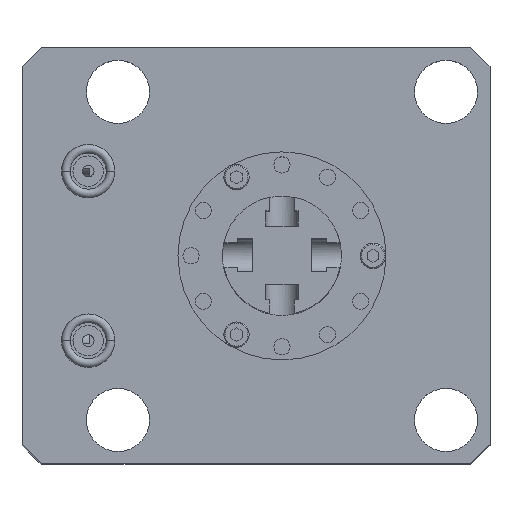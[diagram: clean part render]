
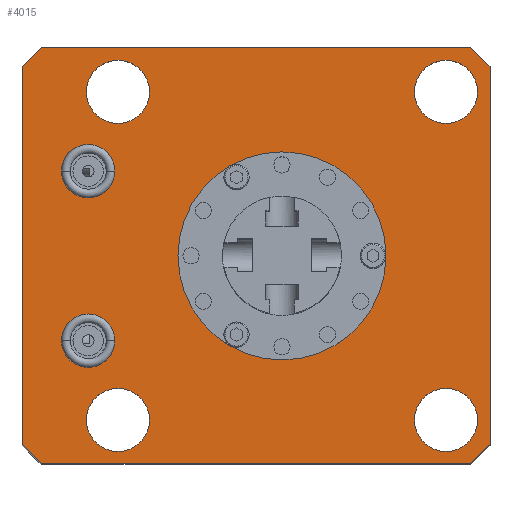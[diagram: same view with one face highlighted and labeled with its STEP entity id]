
A CAD part, top view. The second image highlights one B-rep face of the part: STEP entity #4015.
In plain terms, the highlighted planar face has unit normal (0, 0, 1).
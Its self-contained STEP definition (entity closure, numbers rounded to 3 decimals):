
#691=CARTESIAN_POINT('',(35.052,-35.052,25.019));
#692=DIRECTION('',(0.,0.,-1.));
#693=DIRECTION('',(1.,0.,0.));
#694=AXIS2_PLACEMENT_3D('',#691,#692,#693);
#696=CARTESIAN_POINT('',(35.052,-35.052,25.019));
#697=DIRECTION('',(0.,0.,-1.));
#698=DIRECTION('',(-1.,0.,0.));
#699=AXIS2_PLACEMENT_3D('',#696,#697,#698);
#701=CARTESIAN_POINT('',(35.052,35.052,25.019));
#702=DIRECTION('',(0.,0.,-1.));
#703=DIRECTION('',(1.,0.,0.));
#704=AXIS2_PLACEMENT_3D('',#701,#702,#703);
#706=CARTESIAN_POINT('',(35.052,35.052,25.019));
#707=DIRECTION('',(0.,0.,-1.));
#708=DIRECTION('',(-1.,0.,0.));
#709=AXIS2_PLACEMENT_3D('',#706,#707,#708);
#711=CARTESIAN_POINT('',(-35.052,-35.052,25.019));
#712=DIRECTION('',(0.,0.,-1.));
#713=DIRECTION('',(1.,0.,0.));
#714=AXIS2_PLACEMENT_3D('',#711,#712,#713);
#716=CARTESIAN_POINT('',(-35.052,-35.052,25.019));
#717=DIRECTION('',(0.,0.,-1.));
#718=DIRECTION('',(-1.,0.,0.));
#719=AXIS2_PLACEMENT_3D('',#716,#717,#718);
#721=CARTESIAN_POINT('',(-35.052,35.052,25.019));
#722=DIRECTION('',(0.,0.,-1.));
#723=DIRECTION('',(1.,0.,0.));
#724=AXIS2_PLACEMENT_3D('',#721,#722,#723);
#726=CARTESIAN_POINT('',(-35.052,35.052,25.019));
#727=DIRECTION('',(0.,0.,-1.));
#728=DIRECTION('',(-1.,0.,0.));
#729=AXIS2_PLACEMENT_3D('',#726,#727,#728);
#731=CARTESIAN_POINT('',(-41.402,-18.11,25.019));
#732=DIRECTION('',(0.,0.,1.));
#733=DIRECTION('',(-1.,0.,0.));
#734=AXIS2_PLACEMENT_3D('',#731,#732,#733);
#736=CARTESIAN_POINT('',(-41.402,-18.11,25.019));
#737=DIRECTION('',(0.,0.,1.));
#738=DIRECTION('',(1.,0.,0.));
#739=AXIS2_PLACEMENT_3D('',#736,#737,#738);
#741=CARTESIAN_POINT('',(-41.402,18.11,25.019));
#742=DIRECTION('',(0.,0.,1.));
#743=DIRECTION('',(-1.,0.,0.));
#744=AXIS2_PLACEMENT_3D('',#741,#742,#743);
#746=CARTESIAN_POINT('',(-41.402,18.11,25.019));
#747=DIRECTION('',(0.,0.,1.));
#748=DIRECTION('',(1.,0.,0.));
#749=AXIS2_PLACEMENT_3D('',#746,#747,#748);
#751=DIRECTION('',(0.,-1.,0.));
#752=VECTOR('',#751,80.772);
#753=CARTESIAN_POINT('',(-55.55,40.386,25.019));
#754=LINE('',#753,#752);
#755=DIRECTION('',(-0.707,-0.707,0.));
#756=VECTOR('',#755,5.747);
#757=CARTESIAN_POINT('',(-51.486,44.45,25.019));
#758=LINE('',#757,#756);
#759=DIRECTION('',(-1.,0.,0.));
#760=VECTOR('',#759,91.872);
#761=CARTESIAN_POINT('',(40.386,44.45,25.019));
#762=LINE('',#761,#760);
#763=DIRECTION('',(-0.707,0.707,0.));
#764=VECTOR('',#763,5.747);
#765=CARTESIAN_POINT('',(44.45,40.386,25.019));
#766=LINE('',#765,#764);
#767=DIRECTION('',(0.,1.,0.));
#768=VECTOR('',#767,80.772);
#769=CARTESIAN_POINT('',(44.45,-40.386,25.019));
#770=LINE('',#769,#768);
#771=DIRECTION('',(0.707,0.707,0.));
#772=VECTOR('',#771,5.747);
#773=CARTESIAN_POINT('',(40.386,-44.45,25.019));
#774=LINE('',#773,#772);
#775=DIRECTION('',(1.,0.,0.));
#776=VECTOR('',#775,91.872);
#777=CARTESIAN_POINT('',(-51.486,-44.45,25.019));
#778=LINE('',#777,#776);
#779=DIRECTION('',(0.707,-0.707,0.));
#780=VECTOR('',#779,5.747);
#781=CARTESIAN_POINT('',(-55.55,-40.386,25.019));
#782=LINE('',#781,#780);
#783=CARTESIAN_POINT('',(0.,0.,25.019));
#784=DIRECTION('',(0.,0.,1.));
#785=DIRECTION('',(0.,-1.,0.));
#786=AXIS2_PLACEMENT_3D('',#783,#784,#785);
#788=CARTESIAN_POINT('',(0.,0.,25.019));
#789=DIRECTION('',(0.,0.,1.));
#790=DIRECTION('',(0.,1.,0.));
#791=AXIS2_PLACEMENT_3D('',#788,#789,#790);
#2671=CARTESIAN_POINT('',(-55.55,40.386,25.019));
#2672=CARTESIAN_POINT('',(-55.55,-40.386,25.019));
#2673=VERTEX_POINT('',#2671);
#2674=VERTEX_POINT('',#2672);
#2675=CARTESIAN_POINT('',(-51.486,-44.45,25.019));
#2676=CARTESIAN_POINT('',(40.386,-44.45,25.019));
#2677=VERTEX_POINT('',#2675);
#2678=VERTEX_POINT('',#2676);
#2679=CARTESIAN_POINT('',(44.45,-40.386,25.019));
#2680=CARTESIAN_POINT('',(44.45,40.386,25.019));
#2681=VERTEX_POINT('',#2679);
#2682=VERTEX_POINT('',#2680);
#2683=CARTESIAN_POINT('',(40.386,44.45,25.019));
#2684=CARTESIAN_POINT('',(-51.486,44.45,25.019));
#2685=VERTEX_POINT('',#2683);
#2686=VERTEX_POINT('',#2684);
#2711=CARTESIAN_POINT('',(41.796,-35.052,25.019));
#2712=CARTESIAN_POINT('',(28.309,-35.052,25.019));
#2713=VERTEX_POINT('',#2711);
#2714=VERTEX_POINT('',#2712);
#2775=CARTESIAN_POINT('',(-47.104,-18.11,25.019));
#2776=CARTESIAN_POINT('',(-35.7,-18.11,25.019));
#2777=VERTEX_POINT('',#2775);
#2778=VERTEX_POINT('',#2776);
#2779=CARTESIAN_POINT('',(-47.104,18.11,25.019));
#2780=CARTESIAN_POINT('',(-35.7,18.11,25.019));
#2781=VERTEX_POINT('',#2779);
#2782=VERTEX_POINT('',#2780);
#2870=CARTESIAN_POINT('',(41.796,35.052,25.019));
#2871=CARTESIAN_POINT('',(28.309,35.052,25.019));
#2872=VERTEX_POINT('',#2870);
#2873=VERTEX_POINT('',#2871);
#2874=CARTESIAN_POINT('',(-28.309,-35.052,25.019));
#2875=CARTESIAN_POINT('',(-41.796,-35.052,25.019));
#2876=VERTEX_POINT('',#2874);
#2877=VERTEX_POINT('',#2875);
#2878=CARTESIAN_POINT('',(-28.309,35.052,25.019));
#2879=CARTESIAN_POINT('',(-41.796,35.052,25.019));
#2880=VERTEX_POINT('',#2878);
#2881=VERTEX_POINT('',#2879);
#3027=CARTESIAN_POINT('',(0.,-22.225,25.019));
#3028=CARTESIAN_POINT('',(0.,22.225,25.019));
#3029=VERTEX_POINT('',#3027);
#3030=VERTEX_POINT('',#3028);
#3951=CARTESIAN_POINT('',(0.,0.,25.019));
#3952=DIRECTION('',(0.,0.,1.));
#3953=DIRECTION('',(1.,0.,0.));
#3954=AXIS2_PLACEMENT_3D('',#3951,#3952,#3953);
#3955=PLANE('',#3954);
#3957=ORIENTED_EDGE('',*,*,#3956,.F.);
#3959=ORIENTED_EDGE('',*,*,#3958,.F.);
#3961=ORIENTED_EDGE('',*,*,#3960,.F.);
#3963=ORIENTED_EDGE('',*,*,#3962,.F.);
#3965=ORIENTED_EDGE('',*,*,#3964,.F.);
#3967=ORIENTED_EDGE('',*,*,#3966,.F.);
#3969=ORIENTED_EDGE('',*,*,#3968,.F.);
#3971=ORIENTED_EDGE('',*,*,#3970,.F.);
#3972=EDGE_LOOP('',(#3957,#3959,#3961,#3963,#3965,#3967,#3969,#3971));
#3973=FACE_OUTER_BOUND('',#3972,.F.);
#3975=ORIENTED_EDGE('',*,*,#3974,.F.);
#3977=ORIENTED_EDGE('',*,*,#3976,.F.);
#3978=EDGE_LOOP('',(#3975,#3977));
#3979=FACE_BOUND('',#3978,.F.);
#3981=ORIENTED_EDGE('',*,*,#3980,.F.);
#3983=ORIENTED_EDGE('',*,*,#3982,.F.);
#3984=EDGE_LOOP('',(#3981,#3983));
#3985=FACE_BOUND('',#3984,.F.);
#3987=ORIENTED_EDGE('',*,*,#3986,.F.);
#3989=ORIENTED_EDGE('',*,*,#3988,.F.);
#3990=EDGE_LOOP('',(#3987,#3989));
#3991=FACE_BOUND('',#3990,.F.);
#3993=ORIENTED_EDGE('',*,*,#3992,.T.);
#3995=ORIENTED_EDGE('',*,*,#3994,.T.);
#3996=EDGE_LOOP('',(#3993,#3995));
#3997=FACE_BOUND('',#3996,.F.);
#3999=ORIENTED_EDGE('',*,*,#3998,.T.);
#4001=ORIENTED_EDGE('',*,*,#4000,.T.);
#4002=EDGE_LOOP('',(#3999,#4001));
#4003=FACE_BOUND('',#4002,.F.);
#4005=ORIENTED_EDGE('',*,*,#4004,.F.);
#4007=ORIENTED_EDGE('',*,*,#4006,.F.);
#4008=EDGE_LOOP('',(#4005,#4007));
#4009=FACE_BOUND('',#4008,.F.);
#4011=ORIENTED_EDGE('',*,*,#4010,.T.);
#4012=ORIENTED_EDGE('',*,*,#3941,.T.);
#4013=EDGE_LOOP('',(#4011,#4012));
#4014=FACE_BOUND('',#4013,.F.);
#695=CIRCLE('',#694,6.744);
#700=CIRCLE('',#699,6.744);
#705=CIRCLE('',#704,6.744);
#710=CIRCLE('',#709,6.744);
#715=CIRCLE('',#714,6.744);
#720=CIRCLE('',#719,6.744);
#725=CIRCLE('',#724,6.744);
#730=CIRCLE('',#729,6.744);
#735=CIRCLE('',#734,5.702);
#740=CIRCLE('',#739,5.702);
#745=CIRCLE('',#744,5.702);
#750=CIRCLE('',#749,5.702);
#787=CIRCLE('',#786,22.225);
#792=CIRCLE('',#791,22.225);
#3941=EDGE_CURVE('',#3030,#3029,#792,.T.);
#3956=EDGE_CURVE('',#2673,#2674,#754,.T.);
#3958=EDGE_CURVE('',#2686,#2673,#758,.T.);
#3960=EDGE_CURVE('',#2685,#2686,#762,.T.);
#3962=EDGE_CURVE('',#2682,#2685,#766,.T.);
#3964=EDGE_CURVE('',#2681,#2682,#770,.T.);
#3966=EDGE_CURVE('',#2678,#2681,#774,.T.);
#3968=EDGE_CURVE('',#2677,#2678,#778,.T.);
#3970=EDGE_CURVE('',#2674,#2677,#782,.T.);
#3974=EDGE_CURVE('',#2872,#2873,#705,.T.);
#3976=EDGE_CURVE('',#2873,#2872,#710,.T.);
#3980=EDGE_CURVE('',#2876,#2877,#715,.T.);
#3982=EDGE_CURVE('',#2877,#2876,#720,.T.);
#3986=EDGE_CURVE('',#2880,#2881,#725,.T.);
#3988=EDGE_CURVE('',#2881,#2880,#730,.T.);
#3992=EDGE_CURVE('',#2777,#2778,#735,.T.);
#3994=EDGE_CURVE('',#2778,#2777,#740,.T.);
#3998=EDGE_CURVE('',#2781,#2782,#745,.T.);
#4000=EDGE_CURVE('',#2782,#2781,#750,.T.);
#4004=EDGE_CURVE('',#2713,#2714,#695,.T.);
#4006=EDGE_CURVE('',#2714,#2713,#700,.T.);
#4010=EDGE_CURVE('',#3029,#3030,#787,.T.);
#4015=ADVANCED_FACE('',(#3973,#3979,#3985,#3991,#3997,#4003,#4009,#4014),#3955,
.T.);
